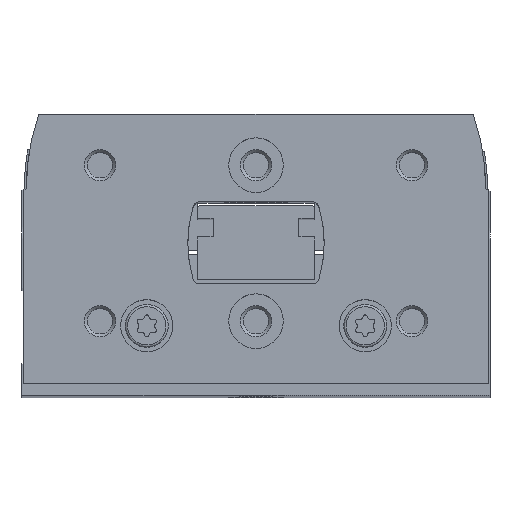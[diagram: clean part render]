
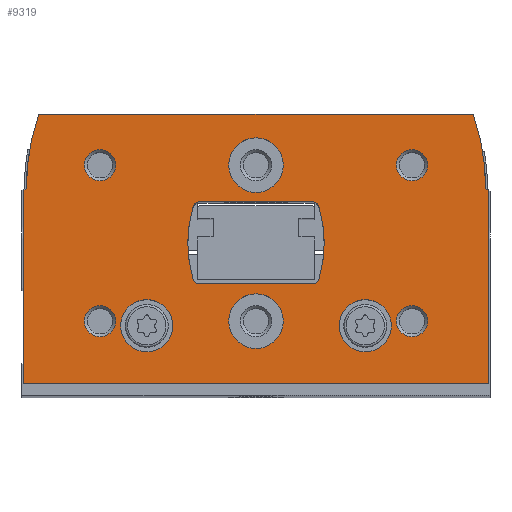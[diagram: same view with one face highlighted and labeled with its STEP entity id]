
A CAD part, top view. The second image highlights one B-rep face of the part: STEP entity #9319.
In plain terms, the highlighted planar face has unit normal (0, 0, 1).
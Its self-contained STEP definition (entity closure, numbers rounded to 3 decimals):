
#418=LINE('',#14450,#916);
#423=LINE('',#14460,#921);
#441=LINE('',#14506,#939);
#447=LINE('',#14518,#945);
#461=LINE('',#14593,#959);
#463=LINE('',#14596,#961);
#464=LINE('',#14630,#962);
#465=LINE('',#14650,#963);
#916=VECTOR('',#11902,1000.);
#921=VECTOR('',#11909,1000.);
#939=VECTOR('',#11945,1000.);
#945=VECTOR('',#11955,1000.);
#959=VECTOR('',#12013,1000.);
#961=VECTOR('',#12017,1000.);
#962=VECTOR('',#12052,1000.);
#963=VECTOR('',#12073,1000.);
#1222=PLANE('',#10133);
#2459=ORIENTED_EDGE('',*,*,#4067,.F.);
#2460=ORIENTED_EDGE('',*,*,#4068,.F.);
#2461=ORIENTED_EDGE('',*,*,#4069,.T.);
#2462=ORIENTED_EDGE('',*,*,#4070,.T.);
#2463=ORIENTED_EDGE('',*,*,#4071,.T.);
#2464=ORIENTED_EDGE('',*,*,#4072,.T.);
#2465=ORIENTED_EDGE('',*,*,#4073,.T.);
#2466=ORIENTED_EDGE('',*,*,#4074,.T.);
#2467=ORIENTED_EDGE('',*,*,#4027,.F.);
#2468=ORIENTED_EDGE('',*,*,#4047,.F.);
#2469=ORIENTED_EDGE('',*,*,#4039,.F.);
#2470=ORIENTED_EDGE('',*,*,#4036,.F.);
#2471=ORIENTED_EDGE('',*,*,#4075,.F.);
#2472=ORIENTED_EDGE('',*,*,#4076,.F.);
#2473=ORIENTED_EDGE('',*,*,#4077,.F.);
#2474=ORIENTED_EDGE('',*,*,#4030,.F.);
#2475=ORIENTED_EDGE('',*,*,#4014,.T.);
#2476=ORIENTED_EDGE('',*,*,#4008,.T.);
#2477=ORIENTED_EDGE('',*,*,#4049,.T.);
#2478=ORIENTED_EDGE('',*,*,#3979,.T.);
#2479=ORIENTED_EDGE('',*,*,#3984,.T.);
#2480=ORIENTED_EDGE('',*,*,#3988,.T.);
#2481=ORIENTED_EDGE('',*,*,#4066,.T.);
#2482=ORIENTED_EDGE('',*,*,#4020,.T.);
#3979=EDGE_CURVE('',#4894,#4893,#418,.T.);
#3984=EDGE_CURVE('',#4893,#4897,#423,.T.);
#3988=EDGE_CURVE('',#4897,#4899,#5484,.T.);
#4008=EDGE_CURVE('',#4914,#4916,#441,.T.);
#4014=EDGE_CURVE('',#4920,#4914,#447,.T.);
#4020=EDGE_CURVE('',#4925,#4920,#5490,.T.);
#4027=EDGE_CURVE('',#4929,#4930,#5493,.T.);
#4030=EDGE_CURVE('',#4930,#4931,#5494,.T.);
#4036=EDGE_CURVE('',#4935,#4936,#5497,.T.);
#4039=EDGE_CURVE('',#4936,#4938,#5498,.T.);
#4047=EDGE_CURVE('',#4938,#4929,#461,.T.);
#4049=EDGE_CURVE('',#4916,#4894,#463,.T.);
#4066=EDGE_CURVE('',#4899,#4925,#464,.T.);
#4067=EDGE_CURVE('',#4960,#4960,#5520,.T.);
#4068=EDGE_CURVE('',#4961,#4961,#5521,.T.);
#4069=EDGE_CURVE('',#4962,#4962,#5522,.T.);
#4070=EDGE_CURVE('',#4963,#4963,#5523,.T.);
#4071=EDGE_CURVE('',#4964,#4964,#5524,.T.);
#4072=EDGE_CURVE('',#4965,#4965,#5525,.T.);
#4073=EDGE_CURVE('',#4966,#4966,#5526,.T.);
#4074=EDGE_CURVE('',#4967,#4967,#5527,.T.);
#4075=EDGE_CURVE('',#4968,#4935,#5528,.T.);
#4076=EDGE_CURVE('',#4969,#4968,#465,.T.);
#4077=EDGE_CURVE('',#4931,#4969,#5529,.T.);
#4893=VERTEX_POINT('',#14449);
#4894=VERTEX_POINT('',#14451);
#4897=VERTEX_POINT('',#14459);
#4899=VERTEX_POINT('',#14466);
#4914=VERTEX_POINT('',#14500);
#4916=VERTEX_POINT('',#14505);
#4920=VERTEX_POINT('',#14516);
#4925=VERTEX_POINT('',#14531);
#4929=VERTEX_POINT('',#14545);
#4930=VERTEX_POINT('',#14547);
#4931=VERTEX_POINT('',#14555);
#4935=VERTEX_POINT('',#14568);
#4936=VERTEX_POINT('',#14570);
#4938=VERTEX_POINT('',#14579);
#4960=VERTEX_POINT('',#14633);
#4961=VERTEX_POINT('',#14635);
#4962=VERTEX_POINT('',#14637);
#4963=VERTEX_POINT('',#14639);
#4964=VERTEX_POINT('',#14641);
#4965=VERTEX_POINT('',#14643);
#4966=VERTEX_POINT('',#14645);
#4967=VERTEX_POINT('',#14647);
#4968=VERTEX_POINT('',#14649);
#4969=VERTEX_POINT('',#14651);
#5484=CIRCLE('',#10084,29.);
#5490=CIRCLE('',#10096,29.);
#5493=CIRCLE('',#10100,0.8);
#5494=CIRCLE('',#10102,16.);
#5497=CIRCLE('',#10106,16.);
#5498=CIRCLE('',#10108,0.8);
#5520=CIRCLE('',#10134,3.35);
#5521=CIRCLE('',#10135,3.35);
#5522=CIRCLE('',#10136,3.5);
#5523=CIRCLE('',#10137,3.5);
#5524=CIRCLE('',#10138,2.);
#5525=CIRCLE('',#10139,2.);
#5526=CIRCLE('',#10140,2.);
#5527=CIRCLE('',#10141,2.);
#5528=CIRCLE('',#10142,0.8);
#5529=CIRCLE('',#10143,0.8);
#6115=EDGE_LOOP('',(#2459));
#6116=EDGE_LOOP('',(#2460));
#6117=EDGE_LOOP('',(#2461));
#6118=EDGE_LOOP('',(#2462));
#6119=EDGE_LOOP('',(#2463));
#6120=EDGE_LOOP('',(#2464));
#6121=EDGE_LOOP('',(#2465));
#6122=EDGE_LOOP('',(#2466));
#6123=EDGE_LOOP('',(#2467,#2468,#2469,#2470,#2471,#2472,#2473,#2474));
#6124=EDGE_LOOP('',(#2475,#2476,#2477,#2478,#2479,#2480,#2481,#2482));
#6845=FACE_BOUND('',#6115,.T.);
#6846=FACE_BOUND('',#6116,.T.);
#6847=FACE_BOUND('',#6117,.T.);
#6848=FACE_BOUND('',#6118,.T.);
#6849=FACE_BOUND('',#6119,.T.);
#6850=FACE_BOUND('',#6120,.T.);
#6851=FACE_BOUND('',#6121,.T.);
#6852=FACE_BOUND('',#6122,.T.);
#6853=FACE_BOUND('',#6123,.T.);
#6854=FACE_BOUND('',#6124,.T.);
#9319=ADVANCED_FACE('',(#6845,#6846,#6847,#6848,#6849,#6850,#6851,#6852,
#6853,#6854),#1222,.T.);
#10084=AXIS2_PLACEMENT_3D('',#14467,#11916,#11917);
#10096=AXIS2_PLACEMENT_3D('',#14530,#11966,#11967);
#10100=AXIS2_PLACEMENT_3D('',#14546,#11977,#11978);
#10102=AXIS2_PLACEMENT_3D('',#14554,#11982,#11983);
#10106=AXIS2_PLACEMENT_3D('',#14569,#11992,#11993);
#10108=AXIS2_PLACEMENT_3D('',#14578,#11997,#11998);
#10133=AXIS2_PLACEMENT_3D('',#14631,#12053,#12054);
#10134=AXIS2_PLACEMENT_3D('',#14632,#12055,#12056);
#10135=AXIS2_PLACEMENT_3D('',#14634,#12057,#12058);
#10136=AXIS2_PLACEMENT_3D('',#14636,#12059,#12060);
#10137=AXIS2_PLACEMENT_3D('',#14638,#12061,#12062);
#10138=AXIS2_PLACEMENT_3D('',#14640,#12063,#12064);
#10139=AXIS2_PLACEMENT_3D('',#14642,#12065,#12066);
#10140=AXIS2_PLACEMENT_3D('',#14644,#12067,#12068);
#10141=AXIS2_PLACEMENT_3D('',#14646,#12069,#12070);
#10142=AXIS2_PLACEMENT_3D('',#14648,#12071,#12072);
#10143=AXIS2_PLACEMENT_3D('',#14652,#12074,#12075);
#11902=DIRECTION('',(0.,1.,0.));
#11909=DIRECTION('',(-0.866,0.5,0.));
#11916=DIRECTION('',(0.,0.,1.));
#11917=DIRECTION('',(1.,0.,0.));
#11945=DIRECTION('',(0.,-1.,0.));
#11955=DIRECTION('',(-0.866,-0.5,0.));
#11966=DIRECTION('',(0.,0.,1.));
#11967=DIRECTION('',(1.,0.,0.));
#11977=DIRECTION('',(0.,0.,1.));
#11978=DIRECTION('',(1.,0.,0.));
#11982=DIRECTION('',(0.,0.,1.));
#11983=DIRECTION('',(1.,0.,0.));
#11992=DIRECTION('',(0.,0.,1.));
#11993=DIRECTION('',(1.,0.,0.));
#11997=DIRECTION('',(0.,0.,1.));
#11998=DIRECTION('',(1.,0.,0.));
#12013=DIRECTION('',(-1.,0.,0.));
#12017=DIRECTION('',(1.,0.,0.));
#12052=DIRECTION('',(-1.,0.,0.));
#12053=DIRECTION('',(0.,0.,1.));
#12054=DIRECTION('',(1.,0.,0.));
#12055=DIRECTION('',(0.,0.,1.));
#12056=DIRECTION('',(1.,0.,0.));
#12057=DIRECTION('',(0.,0.,1.));
#12058=DIRECTION('',(1.,0.,0.));
#12059=DIRECTION('',(0.,0.,-1.));
#12060=DIRECTION('',(-1.,0.,0.));
#12061=DIRECTION('',(0.,0.,-1.));
#12062=DIRECTION('',(-1.,0.,0.));
#12063=DIRECTION('',(0.,0.,-1.));
#12064=DIRECTION('',(-1.,0.,0.));
#12065=DIRECTION('',(0.,0.,-1.));
#12066=DIRECTION('',(-1.,0.,0.));
#12067=DIRECTION('',(0.,0.,-1.));
#12068=DIRECTION('',(-1.,0.,0.));
#12069=DIRECTION('',(0.,0.,-1.));
#12070=DIRECTION('',(-1.,0.,0.));
#12071=DIRECTION('',(0.,0.,1.));
#12072=DIRECTION('',(1.,0.,0.));
#12073=DIRECTION('',(1.,0.,0.));
#12074=DIRECTION('',(0.,0.,1.));
#12075=DIRECTION('',(1.,0.,0.));
#14449=CARTESIAN_POINT('',(29.75,24.827,0.));
#14450=CARTESIAN_POINT('',(29.75,0.,0.));
#14451=CARTESIAN_POINT('',(29.75,0.,0.));
#14459=CARTESIAN_POINT('',(29.45,25.,0.));
#14460=CARTESIAN_POINT('',(29.75,24.827,0.));
#14466=CARTESIAN_POINT('',(27.85,34.5,0.));
#14467=CARTESIAN_POINT('',(0.45,25.,0.));
#14500=CARTESIAN_POINT('',(-29.75,24.827,0.));
#14505=CARTESIAN_POINT('',(-29.75,0.,0.));
#14506=CARTESIAN_POINT('',(-29.75,24.827,0.));
#14516=CARTESIAN_POINT('',(-29.45,25.,0.));
#14518=CARTESIAN_POINT('',(-29.45,25.,0.));
#14530=CARTESIAN_POINT('',(-0.45,25.,0.));
#14531=CARTESIAN_POINT('',(-27.85,34.5,0.));
#14545=CARTESIAN_POINT('',(-7.284,23.3,0.));
#14546=CARTESIAN_POINT('',(-7.284,22.5,0.));
#14547=CARTESIAN_POINT('',(-8.049,22.734,0.));
#14554=CARTESIAN_POINT('',(7.25,18.05,0.));
#14555=CARTESIAN_POINT('',(-8.049,13.366,0.));
#14568=CARTESIAN_POINT('',(8.049,13.366,0.));
#14569=CARTESIAN_POINT('',(-7.25,18.05,0.));
#14570=CARTESIAN_POINT('',(8.049,22.734,0.));
#14578=CARTESIAN_POINT('',(7.284,22.5,0.));
#14579=CARTESIAN_POINT('',(7.284,23.3,0.));
#14593=CARTESIAN_POINT('',(7.284,23.3,0.));
#14596=CARTESIAN_POINT('',(-29.75,0.,0.));
#14630=CARTESIAN_POINT('',(27.85,34.5,0.));
#14631=CARTESIAN_POINT('',(0.45,25.,0.));
#14632=CARTESIAN_POINT('',(-14.,7.4,0.));
#14633=CARTESIAN_POINT('',(-10.65,7.4,0.));
#14634=CARTESIAN_POINT('',(14.,7.4,0.));
#14635=CARTESIAN_POINT('',(17.35,7.4,0.));
#14636=CARTESIAN_POINT('',(0.,8.,0.));
#14637=CARTESIAN_POINT('',(-3.5,8.,0.));
#14638=CARTESIAN_POINT('',(0.,28.,0.));
#14639=CARTESIAN_POINT('',(-3.5,28.,0.));
#14640=CARTESIAN_POINT('',(20.,8.,0.));
#14641=CARTESIAN_POINT('',(18.,8.,0.));
#14642=CARTESIAN_POINT('',(-20.,8.,0.));
#14643=CARTESIAN_POINT('',(-22.,8.,0.));
#14644=CARTESIAN_POINT('',(-20.,28.,0.));
#14645=CARTESIAN_POINT('',(-22.,28.,0.));
#14646=CARTESIAN_POINT('',(20.,28.,0.));
#14647=CARTESIAN_POINT('',(18.,28.,0.));
#14648=CARTESIAN_POINT('',(7.284,13.6,0.));
#14649=CARTESIAN_POINT('',(7.284,12.8,0.));
#14650=CARTESIAN_POINT('',(-7.284,12.8,0.));
#14651=CARTESIAN_POINT('',(-7.284,12.8,0.));
#14652=CARTESIAN_POINT('',(-7.284,13.6,0.));
